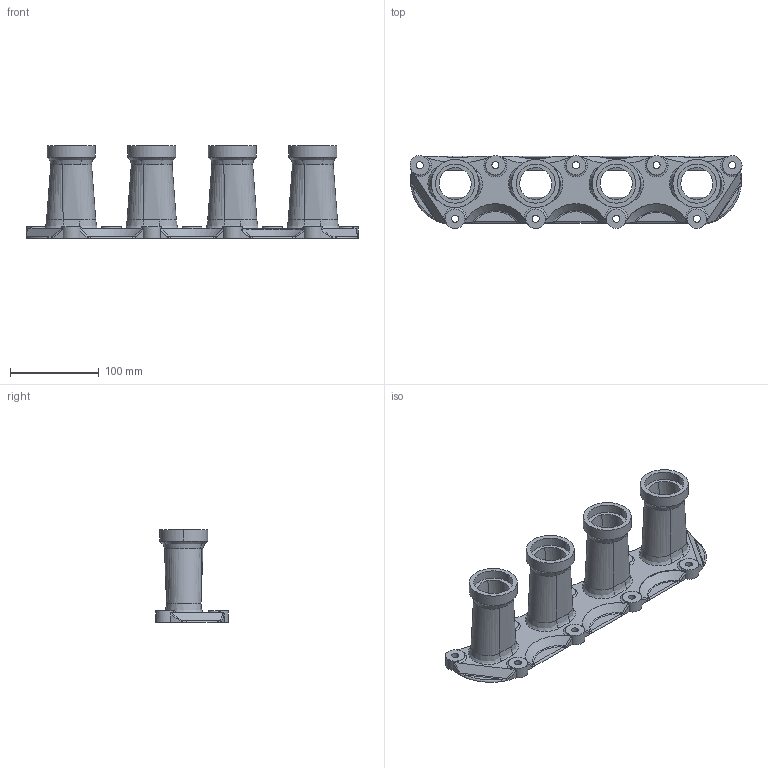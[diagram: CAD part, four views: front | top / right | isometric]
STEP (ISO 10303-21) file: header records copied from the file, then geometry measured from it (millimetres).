
FILE_DESCRIPTION (( 'STEP AP214' ), '1' );
FILE_NAME ('manifold.STEP', '2023-12-28T00:09:02', ( '' ), ( '' ), 'SwSTEP 2.0', 'SolidWorks 2024', '' );
FILE_SCHEMA (( 'AUTOMOTIVE_DESIGN' ));
Length unit declared in the file: millimetre
Products named in the file (1): manifold
Bounding box: 374.98 x 82.39 x 104.78 mm (x, y, z)
Volume: 441455.8 mm3; surface area: 166857.6 mm2
Topology: 1 solids, 1 shells, 258 faces, 667 edges, 417 vertices
Faces by surface type: bspline 88, cylinder 82, plane 48, torus 33, cone 7
Entity records: 21451 total; most frequent: CARTESIAN_POINT 15766, ORIENTED_EDGE 1334, DIRECTION 1013, EDGE_CURVE 667, AXIS2_PLACEMENT_3D 444, VERTEX_POINT 417, EDGE_LOOP 290, CIRCLE 273
